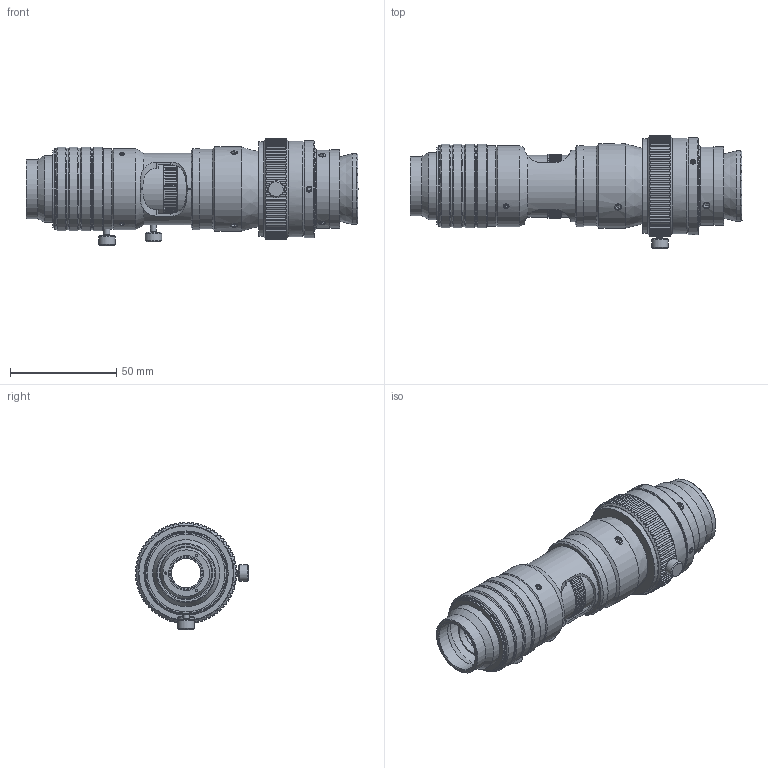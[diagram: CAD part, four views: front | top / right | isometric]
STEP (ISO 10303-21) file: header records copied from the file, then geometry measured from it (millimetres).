
FILE_DESCRIPTION((''),'2;1');
FILE_NAME('60135A_0.stp','2009-03-11T15:05:12',('PODLENA'),(''),'Autodesk Inventor 2009','Autodesk Inventor 2009','');
FILE_SCHEMA(('AUTOMOTIVE_DESIGN { 1 0 10303 214 1 1 1 1 }'));
Length unit declared in the file: inch
Products named in the file (30): 60135A.iam (LevelofDetail1); 60799-12mmFF.iam (~1); 61011-3; 61012; 7004; 7108; 60436; 7261; 60433; 60664; 60665; 60668; 60666; 30382-R; 30382-APER; 30382-PIN; 60667; 60669; 7015; 60888; 6296; 60064; 60136; 6226; 5402; 60137; 60138; 60139; 7008; 6297
Assembly tree (42 placements, depth 5):
  60135A.iam (LevelofDetail1)
    60799-12mmFF.iam (~1)
      61011-3
      61012
      7004  x3
      7108  x3
      60436
        7261
        60433
      60664
        60665
        60668
        60666
        30382-R
          30382-APER
          30382-PIN
        60667
        60669
        7004  x3
        7015  x3
        60436
          7261
          60433
      60888  x2
      6296
    60064
    60136
      6226
      5402
      60137
      60138
      60139
      60436
        7261
        60433
      7008
    6296
    6297
Bounding box: 156.26 x 53.16 x 50.36 mm (x, y, z)
Volume: 91613 mm3; surface area: 84732.1 mm2
Topology: 39 solids, 39 shells, 1047 faces, 2686 edges, 1775 vertices
Faces by surface type: plane 452, cylinder 349, cone 207, bspline 30, sphere 9
Full cylindrical faces by diameter (mm): 1.5 x1, 1.575 x3, 1.702 x1, 2.159 x5, 2.184 x1, 2.54 x1, 2.845 x9, 2.997 x1, 3.302 x3, 3.556 x1, 3.785 x1, 4.166 x6, 4.75 x1, 5.537 x1, 7.874 x3, 13.97 x5, 13.995 x2, 14.986 x2, 15.011 x2, 15.037 x1, 15.5 x1, 15.824 x2, 16.205 x1, 16.51 x1, 16.662 x2, 16.688 x2, 17.84 x1, 18 x1, 18.5 x1, 20.625 x1
Entity records: 34459 total; most frequent: CARTESIAN_POINT 11885, DIRECTION 4481, ORIENTED_EDGE 4306, EDGE_CURVE 2153, AXIS2_PLACEMENT_3D 1647, VERTEX_POINT 1534, EDGE_LOOP 1214, VECTOR 1187
